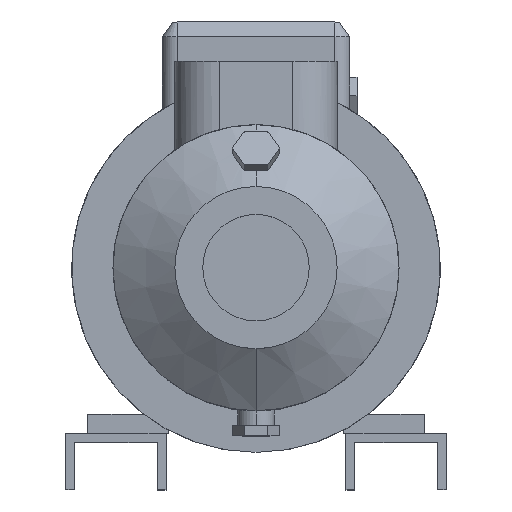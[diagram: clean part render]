
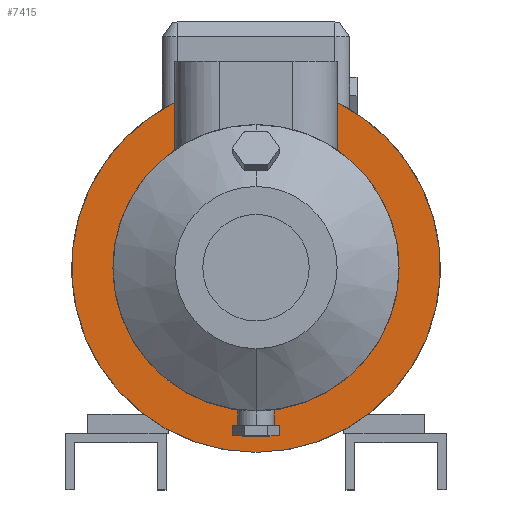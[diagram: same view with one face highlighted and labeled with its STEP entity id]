
A CAD part, top view. The second image highlights one B-rep face of the part: STEP entity #7415.
In plain terms, the highlighted planar face has unit normal (0, 0, 1).
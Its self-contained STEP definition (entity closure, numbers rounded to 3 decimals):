
#219 = VECTOR ( 'NONE', #3701, 1000. ) ;
#617 = CARTESIAN_POINT ( 'NONE',  ( -55., 79.9, -43. ) ) ;
#629 = CARTESIAN_POINT ( 'NONE',  ( 55., 79.9, -43. ) ) ;
#890 = DIRECTION ( 'NONE',  ( 0., 0., -1. ) ) ;
#926 = VERTEX_POINT ( 'NONE', #5480 ) ;
#1199 = VERTEX_POINT ( 'NONE', #629 ) ;
#1270 = DIRECTION ( 'NONE',  ( 0., 1., 0. ) ) ;
#1523 = VECTOR ( 'NONE', #8376, 1000. ) ;
#1611 = DIRECTION ( 'NONE',  ( 0., -1., 0. ) ) ;
#1695 = EDGE_CURVE ( 'NONE', #5896, #9695, #2023, .T. ) ;
#1793 = DIRECTION ( 'NONE',  ( 0., 0., -1. ) ) ;
#2023 = LINE ( 'NONE', #10101, #219 ) ;
#2199 = EDGE_CURVE ( 'NONE', #926, #9096, #3560, .T. ) ;
#2233 = AXIS2_PLACEMENT_3D ( 'NONE', #5951, #890, #2686 ) ;
#2267 = EDGE_CURVE ( 'NONE', #9096, #9695, #8158, .T. ) ;
#2289 = EDGE_CURVE ( 'NONE', #11251, #5896, #8918, .T. ) ;
#2605 = AXIS2_PLACEMENT_3D ( 'NONE', #8019, #4139, #5397 ) ;
#2686 = DIRECTION ( 'NONE',  ( 0., 1., 0. ) ) ;
#3560 = CIRCLE ( 'NONE', #10435, 125. ) ;
#3701 = DIRECTION ( 'NONE',  ( 0., 1., 0. ) ) ;
#3855 = DIRECTION ( 'NONE',  ( 0., 0., -1. ) ) ;
#3995 = LINE ( 'NONE', #11293, #1523 ) ;
#4139 = DIRECTION ( 'NONE',  ( 0., 0., -1. ) ) ;
#4301 = ORIENTED_EDGE ( 'NONE', *, *, #2289, .T. ) ;
#4402 = CIRCLE ( 'NONE', #8989, 97. ) ;
#4912 = CARTESIAN_POINT ( 'NONE',  ( -55., 112.25, -43. ) ) ;
#5397 = DIRECTION ( 'NONE',  ( 0., 1., 0. ) ) ;
#5398 = DIRECTION ( 'NONE',  ( 0., 0., 1. ) ) ;
#5480 = CARTESIAN_POINT ( 'NONE',  ( 55., 112.25, -43. ) ) ;
#5884 = CARTESIAN_POINT ( 'NONE',  ( 0., 0., -43. ) ) ;
#5896 = VERTEX_POINT ( 'NONE', #617 ) ;
#5951 = CARTESIAN_POINT ( 'NONE',  ( 0., 0., -43. ) ) ;
#6024 = ORIENTED_EDGE ( 'NONE', *, *, #1695, .T. ) ;
#7415 = ADVANCED_FACE ( 'NONE', ( #10762 ), #8020, .T. ) ;
#7554 = EDGE_CURVE ( 'NONE', #1199, #11251, #4402, .T. ) ;
#8019 = CARTESIAN_POINT ( 'NONE',  ( 0., 0., -43. ) ) ;
#8020 = PLANE ( 'NONE',  #11456 ) ;
#8158 = CIRCLE ( 'NONE', #2233, 125. ) ;
#8376 = DIRECTION ( 'NONE',  ( 0., 1., 0. ) ) ;
#8530 = CARTESIAN_POINT ( 'NONE',  ( 0., -125., -43. ) ) ;
#8559 = ORIENTED_EDGE ( 'NONE', *, *, #10036, .F. ) ;
#8918 = CIRCLE ( 'NONE', #2605, 97. ) ;
#8989 = AXIS2_PLACEMENT_3D ( 'NONE', #9146, #1793, #10989 ) ;
#9096 = VERTEX_POINT ( 'NONE', #8530 ) ;
#9146 = CARTESIAN_POINT ( 'NONE',  ( 0., 0., -43. ) ) ;
#9591 = ORIENTED_EDGE ( 'NONE', *, *, #2267, .F. ) ;
#9695 = VERTEX_POINT ( 'NONE', #4912 ) ;
#9817 = CARTESIAN_POINT ( 'NONE',  ( 0., 97., -43. ) ) ;
#10010 = EDGE_LOOP ( 'NONE', ( #10976, #8559, #10401, #4301, #6024, #9591 ) ) ;
#10036 = EDGE_CURVE ( 'NONE', #1199, #926, #3995, .T. ) ;
#10101 = CARTESIAN_POINT ( 'NONE',  ( -55., -125.002, -43. ) ) ;
#10195 = CARTESIAN_POINT ( 'NONE',  ( 0., -97., -43. ) ) ;
#10401 = ORIENTED_EDGE ( 'NONE', *, *, #7554, .T. ) ;
#10435 = AXIS2_PLACEMENT_3D ( 'NONE', #5884, #3855, #1270 ) ;
#10762 = FACE_OUTER_BOUND ( 'NONE', #10010, .T. ) ;
#10976 = ORIENTED_EDGE ( 'NONE', *, *, #2199, .F. ) ;
#10989 = DIRECTION ( 'NONE',  ( 0., 1., 0. ) ) ;
#11251 = VERTEX_POINT ( 'NONE', #10195 ) ;
#11293 = CARTESIAN_POINT ( 'NONE',  ( 55., -125.002, -43. ) ) ;
#11456 = AXIS2_PLACEMENT_3D ( 'NONE', #9817, #5398, #1611 ) ;
